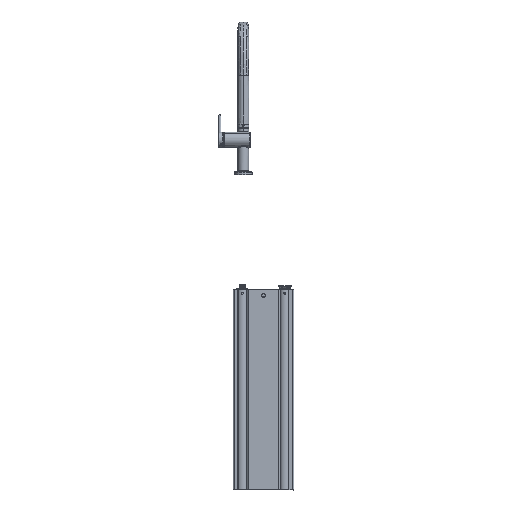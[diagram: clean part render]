
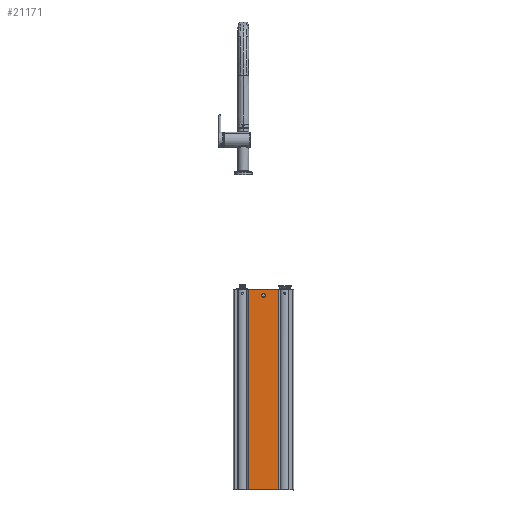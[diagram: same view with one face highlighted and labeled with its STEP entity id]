
A CAD part, left-side view. The second image highlights one B-rep face of the part: STEP entity #21171.
In plain terms, the highlighted face is planar.
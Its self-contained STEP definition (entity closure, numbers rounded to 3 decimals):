
#12976=CARTESIAN_POINT(' ',(-39.5,14.5,0.));
#12977=VERTEX_POINT(' ',#12976);
#12991=CARTESIAN_POINT(' ',(39.5,14.5,0.));
#12996=DIRECTION(' ',(-1.,0.,0.));
#13001=VECTOR(' ',#12996,1.);
#13006=LINE('',#12991,#13001);
#13011=CARTESIAN_POINT(' ',(39.5,14.5,0.));
#13012=VERTEX_POINT(' ',#13011);
#13016=EDGE_CURVE(' ',#13012,#12977,#13006,.T.);
#20901=CARTESIAN_POINT(' ',(-39.5,14.5,520.));
#20902=VERTEX_POINT(' ',#20901);
#20916=CARTESIAN_POINT(' ',(-39.5,14.5,0.));
#20921=DIRECTION(' ',(0.,0.,1.));
#20926=VECTOR(' ',#20921,1.);
#20931=LINE('',#20916,#20926);
#20936=EDGE_CURVE(' ',#12977,#20902,#20931,.T.);
#20971=DIRECTION(' ',(-0.,1.,-0.));
#20976=CARTESIAN_POINT(' ',(-39.5,14.5,0.));
#20981=DIRECTION(' ',(0.,0.,1.));
#20986=AXIS2_PLACEMENT_3D(' ',#20976,#20971,#20981);
#20991=PLANE('',#20986);
#20996=ORIENTED_EDGE(' ',*,*,#20936,.T.);
#21001=CARTESIAN_POINT(' ',(39.5,14.5,520.));
#21006=DIRECTION(' ',(-1.,0.,0.));
#21011=VECTOR(' ',#21006,1.);
#21016=LINE('',#21001,#21011);
#21021=CARTESIAN_POINT(' ',(39.5,14.5,520.));
#21022=VERTEX_POINT(' ',#21021);
#21026=EDGE_CURVE(' ',#21022,#20902,#21016,.T.);
#21031=ORIENTED_EDGE(' ',*,*,#21026,.F.);
#21036=CARTESIAN_POINT(' ',(39.5,14.5,0.));
#21041=DIRECTION(' ',(0.,0.,1.));
#21046=VECTOR(' ',#21041,1.);
#21051=LINE('',#21036,#21046);
#21056=EDGE_CURVE(' ',#13012,#21022,#21051,.T.);
#21061=ORIENTED_EDGE(' ',*,*,#21056,.F.);
#21066=ORIENTED_EDGE(' ',*,*,#13016,.T.);
#21071=EDGE_LOOP(' ',(#20996,#21031,#21061,#21066));
#21076=FACE_OUTER_BOUND(' ',#21071,.T.);
#21081=CARTESIAN_POINT(' ',(0.,14.5,505.));
#21086=DIRECTION(' ',(0.,-1.,0.));
#21091=DIRECTION(' ',(0.479,0.,0.878));
#21096=AXIS2_PLACEMENT_3D(' ',#21081,#21086,#21091);
#21101=CIRCLE('',#21096,5.1);
#21106=CARTESIAN_POINT(' ',(2.445,14.5,509.476));
#21107=VERTEX_POINT(' ',#21106);
#21111=CARTESIAN_POINT(' ',(-2.445,14.5,500.524));
#21112=VERTEX_POINT(' ',#21111);
#21116=EDGE_CURVE(' ',#21107,#21112,#21101,.T.);
#21121=ORIENTED_EDGE(' ',*,*,#21116,.T.);
#21126=CARTESIAN_POINT(' ',(0.,14.5,505.));
#21131=DIRECTION(' ',(-0.,-1.,0.));
#21136=DIRECTION(' ',(-0.479,0.,-0.878));
#21141=AXIS2_PLACEMENT_3D(' ',#21126,#21131,#21136);
#21146=CIRCLE('',#21141,5.1);
#21151=EDGE_CURVE(' ',#21112,#21107,#21146,.T.);
#21156=ORIENTED_EDGE(' ',*,*,#21151,.T.);
#21161=EDGE_LOOP(' ',(#21121,#21156));
#21166=FACE_BOUND(' ',#21161,.T.);
#21171=ADVANCED_FACE('',(#21076,#21166),#20991,.T.);
